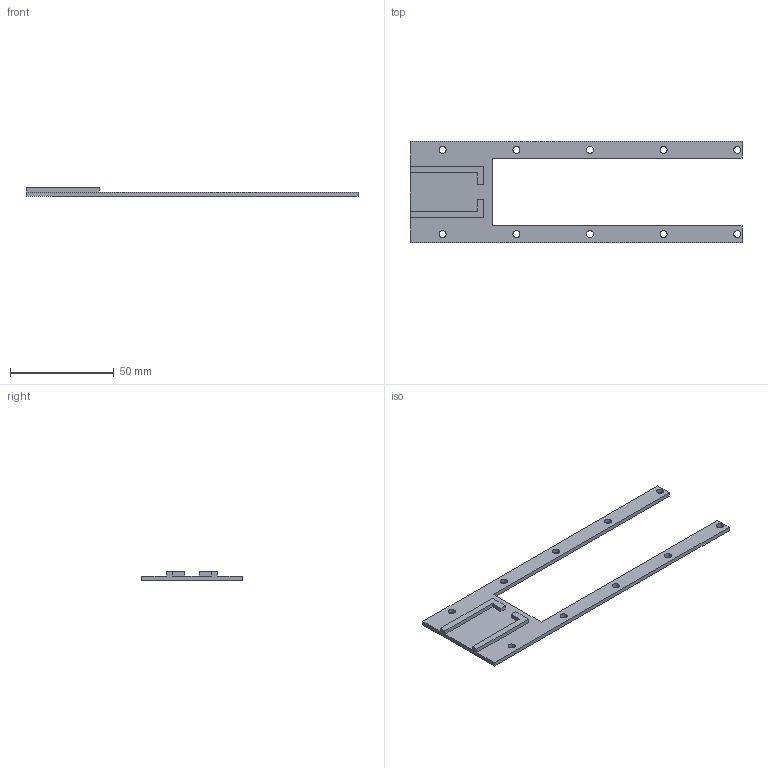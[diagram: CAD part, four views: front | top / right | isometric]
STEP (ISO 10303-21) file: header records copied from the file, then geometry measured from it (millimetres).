
FILE_DESCRIPTION(('FreeCAD Model'),'2;1');
FILE_NAME('Open CASCADE Shape Model','2024-11-23T08:26:36',('Author'),( ''),'Open CASCADE STEP processor 7.8','FreeCAD','Unknown');
FILE_SCHEMA(('AUTOMOTIVE_DESIGN { 1 0 10303 214 1 1 1 1 }'));
Length unit declared in the file: millimetre
Products named in the file (1): SliderStrap
Bounding box: 160.29 x 48.77 x 4 mm (x, y, z)
Volume: 7660.4 mm3; surface area: 9486 mm2
Topology: 1 solids, 1 shells, 36 faces, 102 edges, 68 vertices
Faces by surface type: plane 26, cylinder 10
Full cylindrical faces by diameter (mm): 3.4 x10
Entity records: 1228 total; most frequent: CARTESIAN_POINT 207, ORIENTED_EDGE 204, DIRECTION 196, EDGE_CURVE 102, LINE 82, VECTOR 82, VERTEX_POINT 68, AXIS2_PLACEMENT_3D 57
